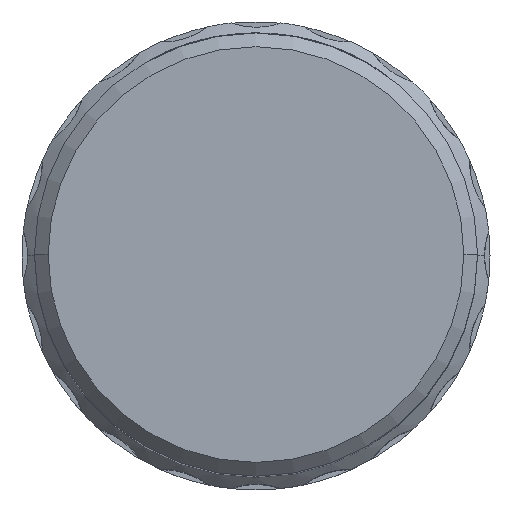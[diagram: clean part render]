
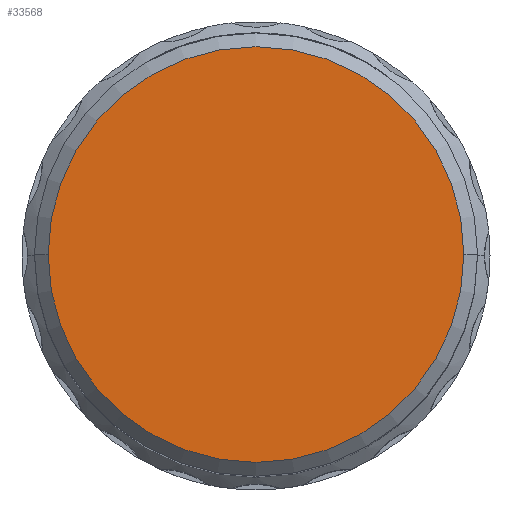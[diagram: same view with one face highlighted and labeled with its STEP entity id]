
A CAD part, top view. The second image highlights one B-rep face of the part: STEP entity #33568.
In plain terms, the highlighted planar face has unit normal (0, 0, 1).
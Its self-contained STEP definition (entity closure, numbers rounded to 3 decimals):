
#1867 = CIRCLE ( 'NONE', #21928, 15.1 ) ;
#4109 = CIRCLE ( 'NONE', #14103, 15.1 ) ;
#4422 = CARTESIAN_POINT ( 'NONE',  ( 0., 0., 87.1 ) ) ;
#5282 = AXIS2_PLACEMENT_3D ( 'NONE', #7722, #27663, #16390 ) ;
#5326 = FACE_OUTER_BOUND ( 'NONE', #11020, .T. ) ;
#6843 = CARTESIAN_POINT ( 'NONE',  ( 0., 0., 87.1 ) ) ;
#7010 = DIRECTION ( 'NONE',  ( 0., 0., 1. ) ) ;
#7722 = CARTESIAN_POINT ( 'NONE',  ( 0., 0., 87.1 ) ) ;
#11020 = EDGE_LOOP ( 'NONE', ( #17031, #20526 ) ) ;
#14103 = AXIS2_PLACEMENT_3D ( 'NONE', #4422, #7010, #32670 ) ;
#15674 = DIRECTION ( 'NONE',  ( 1., 0., 0. ) ) ;
#16390 = DIRECTION ( 'NONE',  ( 1., 0., 0. ) ) ;
#17031 = ORIENTED_EDGE ( 'NONE', *, *, #23971, .T. ) ;
#17560 = CARTESIAN_POINT ( 'NONE',  ( -15.1, 0., 87.1 ) ) ;
#18108 = DIRECTION ( 'NONE',  ( 0., 0., 1. ) ) ;
#20526 = ORIENTED_EDGE ( 'NONE', *, *, #33487, .T. ) ;
#21928 = AXIS2_PLACEMENT_3D ( 'NONE', #6843, #18108, #15674 ) ;
#23713 = VERTEX_POINT ( 'NONE', #17560 ) ;
#23971 = EDGE_CURVE ( 'NONE', #23713, #23983, #1867, .T. ) ;
#23983 = VERTEX_POINT ( 'NONE', #31014 ) ;
#24892 = PLANE ( 'NONE',  #5282 ) ;
#27663 = DIRECTION ( 'NONE',  ( 0., 0., 1. ) ) ;
#31014 = CARTESIAN_POINT ( 'NONE',  ( 15.1, 0., 87.1 ) ) ;
#32670 = DIRECTION ( 'NONE',  ( 1., 0., 0. ) ) ;
#33487 = EDGE_CURVE ( 'NONE', #23983, #23713, #4109, .T. ) ;
#33568 = ADVANCED_FACE ( 'NONE', ( #5326 ), #24892, .T. ) ;
